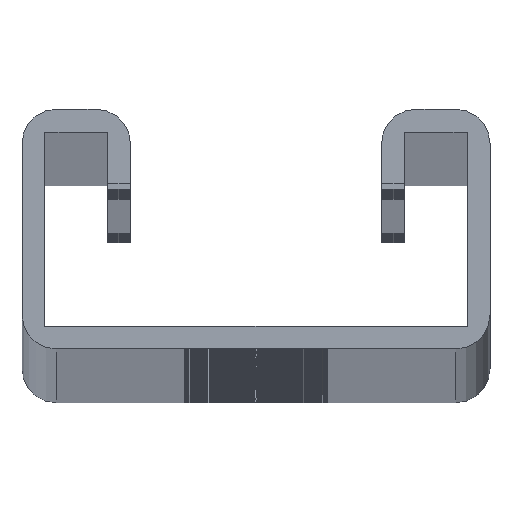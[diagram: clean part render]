
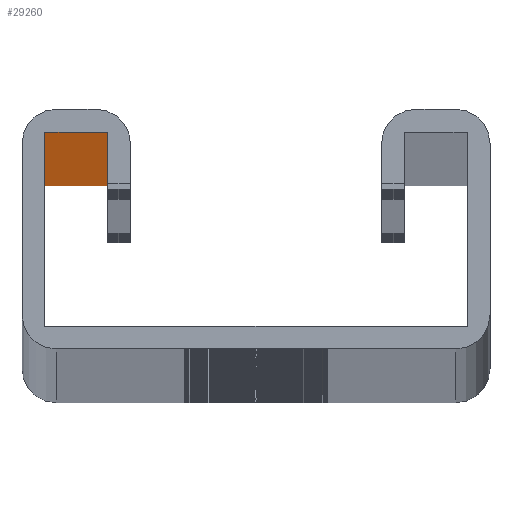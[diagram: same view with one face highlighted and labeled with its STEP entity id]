
A CAD part, top view. The second image highlights one B-rep face of the part: STEP entity #29260.
In plain terms, the highlighted planar face has unit normal (0, -1, 0).
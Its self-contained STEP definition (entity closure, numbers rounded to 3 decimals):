
#283 = DIRECTION ( 'NONE',  ( 0., 0., -1. ) ) ;
#5574 = LINE ( 'NONE', #42420, #32872 ) ;
#7183 = ORIENTED_EDGE ( 'NONE', *, *, #9218, .F. ) ;
#7633 = LINE ( 'NONE', #26896, #37856 ) ;
#9218 = EDGE_CURVE ( 'NONE', #9953, #40019, #5574, .T. ) ;
#9953 = VERTEX_POINT ( 'NONE', #19015 ) ;
#11073 = EDGE_CURVE ( 'NONE', #9953, #18534, #7633, .T. ) ;
#12082 = CARTESIAN_POINT ( 'NONE',  ( -18.5, 19., -2700. ) ) ;
#12772 = CARTESIAN_POINT ( 'NONE',  ( -20.5, 19., -2700. ) ) ;
#12890 = DIRECTION ( 'NONE',  ( 0., 0., -1. ) ) ;
#13569 = VERTEX_POINT ( 'NONE', #34597 ) ;
#14401 = VECTOR ( 'NONE', #37519, 1000. ) ;
#15040 = EDGE_CURVE ( 'NONE', #18534, #13569, #56481, .T. ) ;
#18534 = VERTEX_POINT ( 'NONE', #12082 ) ;
#18691 = CARTESIAN_POINT ( 'NONE',  ( -20.5, 19., -1350. ) ) ;
#18891 = DIRECTION ( 'NONE',  ( 0., -1., 0. ) ) ;
#19015 = CARTESIAN_POINT ( 'NONE',  ( -18.5, 19., 0. ) ) ;
#20881 = FACE_OUTER_BOUND ( 'NONE', #29425, .T. ) ;
#21444 = CARTESIAN_POINT ( 'NONE',  ( -13., 19., 0. ) ) ;
#26896 = CARTESIAN_POINT ( 'NONE',  ( -18.5, 19., -1350. ) ) ;
#29129 = LINE ( 'NONE', #56248, #14401 ) ;
#29260 = ADVANCED_FACE ( 'NONE', ( #20881 ), #42992, .T. ) ;
#29425 = EDGE_LOOP ( 'NONE', ( #7183, #52890, #30111, #30573 ) ) ;
#30111 = ORIENTED_EDGE ( 'NONE', *, *, #15040, .T. ) ;
#30573 = ORIENTED_EDGE ( 'NONE', *, *, #39693, .F. ) ;
#32872 = VECTOR ( 'NONE', #56799, 1000. ) ;
#34597 = CARTESIAN_POINT ( 'NONE',  ( -13., 19., -2700. ) ) ;
#37519 = DIRECTION ( 'NONE',  ( 0., 0., -1. ) ) ;
#37856 = VECTOR ( 'NONE', #12890, 1000. ) ;
#39693 = EDGE_CURVE ( 'NONE', #40019, #13569, #29129, .T. ) ;
#40019 = VERTEX_POINT ( 'NONE', #21444 ) ;
#42420 = CARTESIAN_POINT ( 'NONE',  ( 0., 19., 0. ) ) ;
#42992 = PLANE ( 'NONE',  #56584 ) ;
#52890 = ORIENTED_EDGE ( 'NONE', *, *, #11073, .T. ) ;
#54965 = VECTOR ( 'NONE', #60130, 1000. ) ;
#56248 = CARTESIAN_POINT ( 'NONE',  ( -13., 19., -1350. ) ) ;
#56481 = LINE ( 'NONE', #12772, #54965 ) ;
#56584 = AXIS2_PLACEMENT_3D ( 'NONE', #18691, #18891, #283 ) ;
#56799 = DIRECTION ( 'NONE',  ( 1., 0., 0. ) ) ;
#60130 = DIRECTION ( 'NONE',  ( 1., 0., 0. ) ) ;
